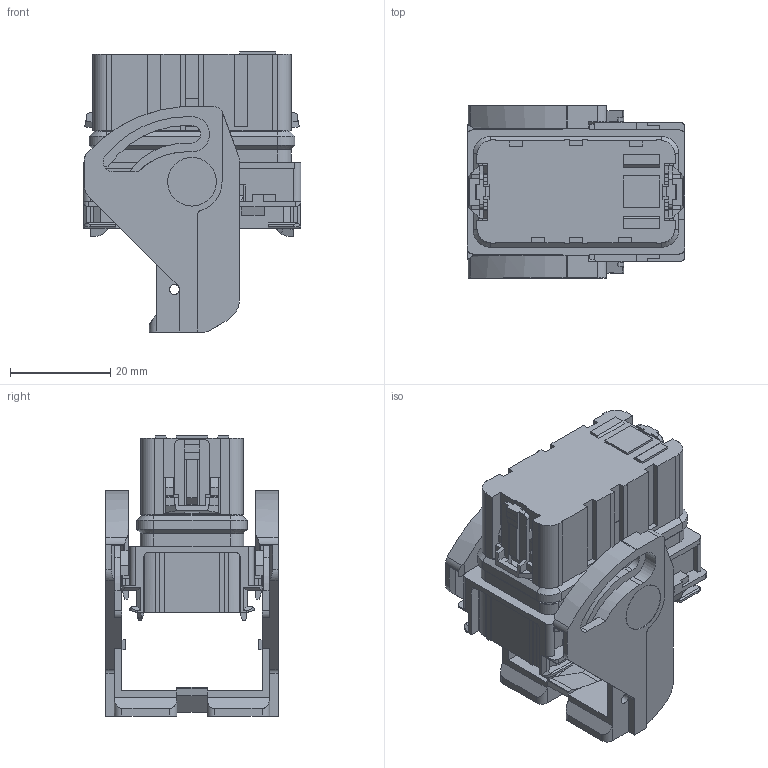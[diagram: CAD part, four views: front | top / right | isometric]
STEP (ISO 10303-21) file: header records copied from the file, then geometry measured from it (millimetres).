
FILE_DESCRIPTION(/* description */ (''),/* implementation_level */ '2;1');
FILE_NAME(/* name */ '33502303-ENV10_01-CONN.stp',/* time_stamp */ '2023-06-28T16:11:17+08:00',/* author */ (''),/* organization */ (''),/* preprocessor_version */ 'ST-DEVELOPER v16',/* originating_system */ 'SIEMENS PLM Software NX 11.0',/* authorisation */ '');
FILE_SCHEMA (('AUTOMOTIVE_DESIGN { 1 0 10303 214 3 1 1 1 }'));
Length unit declared in the file: millimetre
Products named in the file (1): 33502303-ENV10_01-CONN
Bounding box: 43.5 x 34.4 x 55.9 mm (x, y, z)
Volume: 32052.3 mm3; surface area: 16403.1 mm2
Topology: 1 solids, 1 shells, 861 faces, 2522 edges, 1648 vertices
Faces by surface type: plane 718, cylinder 129, cone 14
Full cylindrical faces by diameter (mm): 2 x2, 5.05 x2, 9.7 x2
Entity records: 28200 total; most frequent: CARTESIAN_POINT 5068, ORIENTED_EDGE 5024, DIRECTION 4528, EDGE_CURVE 2512, LINE 2204, VECTOR 2204, VERTEX_POINT 1644, AXIS2_PLACEMENT_3D 1162
